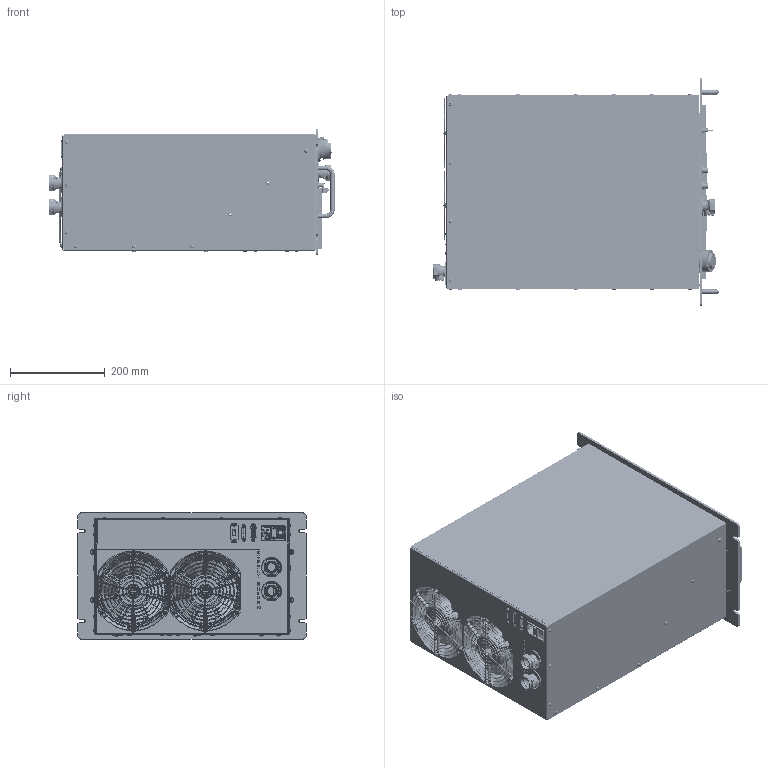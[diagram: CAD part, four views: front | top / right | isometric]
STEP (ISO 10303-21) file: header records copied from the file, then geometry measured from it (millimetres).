
FILE_DESCRIPTION (( 'STEP AP203' ), '1' );
FILE_NAME ('RLC-1800.STEP', '2016-06-27T16:40:45', ( '' ), ( '' ), 'SwSTEP 2.0', 'SolidWorks 2016', '' );
FILE_SCHEMA (( 'CONFIG_CONTROL_DESIGN' ));
Products named in the file (1): RLC-1800
Bounding box: 603.93 x 482.6 x 266.7 mm (x, y, z)
Surface area: 2349081.6 mm2 (no closed solid volume)
Topology: 0 solids, 452 shells, 2255 faces, 11542 edges, 9410 vertices
Faces by surface type: plane 1032, cylinder 553, bspline 429, cone 113, torus 78, sphere 50
Entity records: 151979 total; most frequent: CARTESIAN_POINT 70615, ORIENTED_EDGE 15020, DIRECTION 14470, EDGE_CURVE 11442, VERTEX_POINT 9361, VECTOR 5472, LINE 5472, AXIS2_PLACEMENT_3D 4499
